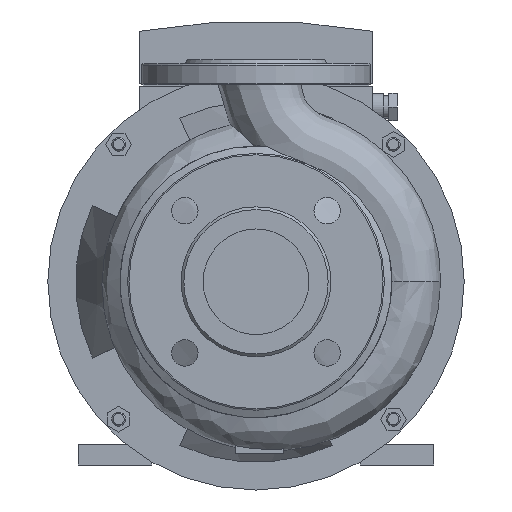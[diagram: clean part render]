
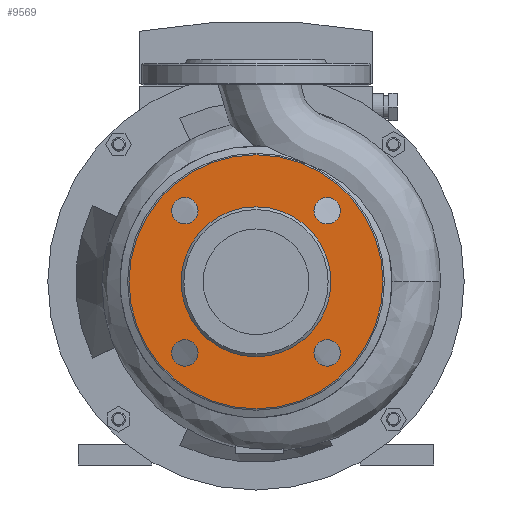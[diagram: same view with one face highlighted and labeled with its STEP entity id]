
A CAD part, left-side view. The second image highlights one B-rep face of the part: STEP entity #9569.
In plain terms, the highlighted planar face has unit normal (-1, 0, 0).
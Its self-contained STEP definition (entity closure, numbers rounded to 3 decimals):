
#325=FACE_BOUND('',#1984,.T.);
#326=FACE_BOUND('',#1985,.T.);
#327=FACE_BOUND('',#1986,.T.);
#328=FACE_BOUND('',#1987,.T.);
#329=FACE_BOUND('',#1988,.T.);
#487=CIRCLE('',#10256,9.5);
#489=CIRCLE('',#10259,9.5);
#491=CIRCLE('',#10262,9.5);
#493=CIRCLE('',#10265,9.5);
#494=CIRCLE('',#10267,54.);
#496=CIRCLE('',#10270,91.5);
#936=PLANE('',#10269);
#1337=FACE_OUTER_BOUND('',#1983,.T.);
#1983=EDGE_LOOP('',(#7459));
#1984=EDGE_LOOP('',(#7460));
#1985=EDGE_LOOP('',(#7461));
#1986=EDGE_LOOP('',(#7462));
#1987=EDGE_LOOP('',(#7463));
#1988=EDGE_LOOP('',(#7464));
#4509=VERTEX_POINT('',#15523);
#4511=VERTEX_POINT('',#15528);
#4513=VERTEX_POINT('',#15533);
#4515=VERTEX_POINT('',#15538);
#4516=VERTEX_POINT('',#15541);
#4518=VERTEX_POINT('',#15546);
#5594=EDGE_CURVE('',#4509,#4509,#487,.T.);
#5596=EDGE_CURVE('',#4511,#4511,#489,.T.);
#5598=EDGE_CURVE('',#4513,#4513,#491,.T.);
#5600=EDGE_CURVE('',#4515,#4515,#493,.T.);
#5601=EDGE_CURVE('',#4516,#4516,#494,.T.);
#5603=EDGE_CURVE('',#4518,#4518,#496,.T.);
#7459=ORIENTED_EDGE('',*,*,#5603,.T.);
#7460=ORIENTED_EDGE('',*,*,#5594,.F.);
#7461=ORIENTED_EDGE('',*,*,#5596,.F.);
#7462=ORIENTED_EDGE('',*,*,#5598,.F.);
#7463=ORIENTED_EDGE('',*,*,#5600,.F.);
#7464=ORIENTED_EDGE('',*,*,#5601,.F.);
#9569=ADVANCED_FACE('',(#1337,#325,#326,#327,#328,#329),#936,.F.);
#10256=AXIS2_PLACEMENT_3D('',#15524,#11881,#11882);
#10259=AXIS2_PLACEMENT_3D('',#15529,#11887,#11888);
#10262=AXIS2_PLACEMENT_3D('',#15534,#11893,#11894);
#10265=AXIS2_PLACEMENT_3D('',#15539,#11899,#11900);
#10267=AXIS2_PLACEMENT_3D('',#15542,#11903,#11904);
#10269=AXIS2_PLACEMENT_3D('',#15545,#11907,#11908);
#10270=AXIS2_PLACEMENT_3D('',#15547,#11909,#11910);
#11881=DIRECTION('center_axis',(-1.,0.,0.));
#11882=DIRECTION('ref_axis',(0.,1.,0.));
#11887=DIRECTION('center_axis',(-1.,0.,0.));
#11888=DIRECTION('ref_axis',(0.,0.,
1.));
#11893=DIRECTION('center_axis',(-1.,0.,0.));
#11894=DIRECTION('ref_axis',(0.,-1.,0.));
#11899=DIRECTION('center_axis',(-1.,0.,0.));
#11900=DIRECTION('ref_axis',(0.,0.,-1.));
#11903=DIRECTION('center_axis',(-1.,0.,0.));
#11904=DIRECTION('ref_axis',(0.,-1.,0.));
#11907=DIRECTION('center_axis',(1.,0.,0.));
#11908=DIRECTION('ref_axis',(0.,0.,1.));
#11909=DIRECTION('center_axis',(-1.,0.,0.));
#11910=DIRECTION('ref_axis',(0.,-1.,0.));
#15523=CARTESIAN_POINT('',(-98.,-60.765,80.735));
#15524=CARTESIAN_POINT('Origin',(-98.,-51.265,80.735));
#15528=CARTESIAN_POINT('',(-98.,51.265,71.235));
#15529=CARTESIAN_POINT('Origin',(-98.,51.265,80.735));
#15533=CARTESIAN_POINT('',(-98.,60.765,183.265));
#15534=CARTESIAN_POINT('Origin',(-98.,51.265,183.265));
#15538=CARTESIAN_POINT('',(-98.,-51.265,192.765));
#15539=CARTESIAN_POINT('Origin',(-98.,-51.265,183.265));
#15541=CARTESIAN_POINT('',(-98.,-54.,132.));
#15542=CARTESIAN_POINT('Origin',(-98.,0.,132.));
#15545=CARTESIAN_POINT('Origin',(-98.,-72.75,132.));
#15546=CARTESIAN_POINT('',(-98.,-91.5,132.));
#15547=CARTESIAN_POINT('Origin',(-98.,0.,132.));
